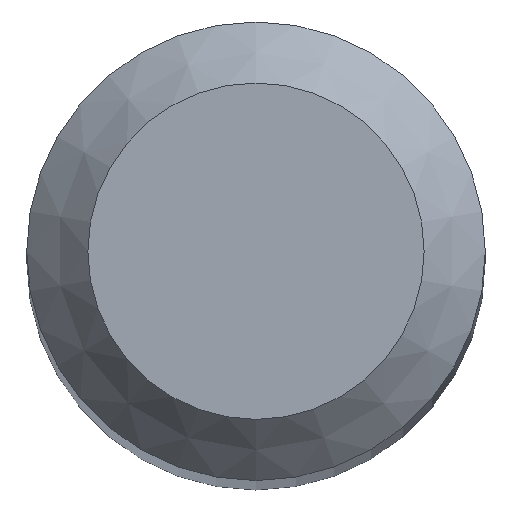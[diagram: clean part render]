
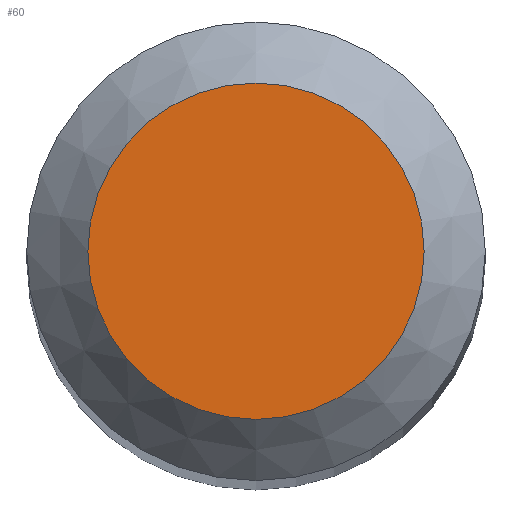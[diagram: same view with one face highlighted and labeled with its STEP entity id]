
A CAD part, top view. The second image highlights one B-rep face of the part: STEP entity #60.
In plain terms, the highlighted planar face has unit normal (0, 0, 1).
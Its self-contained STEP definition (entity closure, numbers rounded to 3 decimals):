
#17 = DIRECTION ( 'NONE',  ( 0., 1., 0. ) ) ;
#44 = AXIS2_PLACEMENT_3D ( 'NONE', #260, #103, #17 ) ;
#56 = CIRCLE ( 'NONE', #44, 1.1 ) ;
#60 = ADVANCED_FACE ( 'NONE', ( #207 ), #124, .F. ) ;
#65 = EDGE_CURVE ( 'NONE', #249, #249, #56, .T. ) ;
#67 = AXIS2_PLACEMENT_3D ( 'NONE', #203, #257, #139 ) ;
#103 = DIRECTION ( 'NONE',  ( 0., 0., -1. ) ) ;
#124 = PLANE ( 'NONE',  #67 ) ;
#130 = CARTESIAN_POINT ( 'NONE',  ( 0., 1.1, 50. ) ) ;
#139 = DIRECTION ( 'NONE',  ( 0., 1., 0. ) ) ;
#153 = EDGE_LOOP ( 'NONE', ( #255 ) ) ;
#203 = CARTESIAN_POINT ( 'NONE',  ( 0., 0., 50. ) ) ;
#207 = FACE_OUTER_BOUND ( 'NONE', #153, .T. ) ;
#249 = VERTEX_POINT ( 'NONE', #130 ) ;
#255 = ORIENTED_EDGE ( 'NONE', *, *, #65, .F. ) ;
#257 = DIRECTION ( 'NONE',  ( 0., 0., -1. ) ) ;
#260 = CARTESIAN_POINT ( 'NONE',  ( 0., 0., 50. ) ) ;
